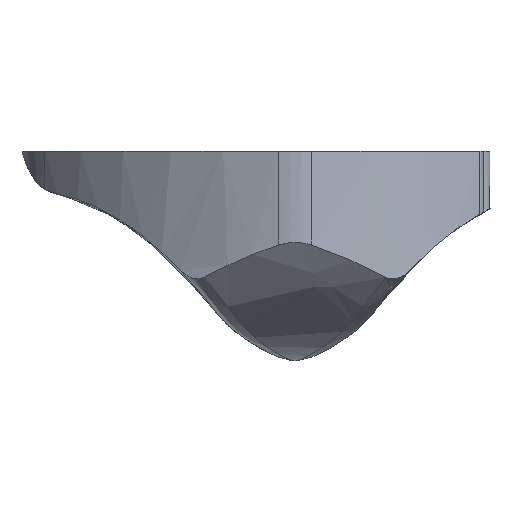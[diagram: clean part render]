
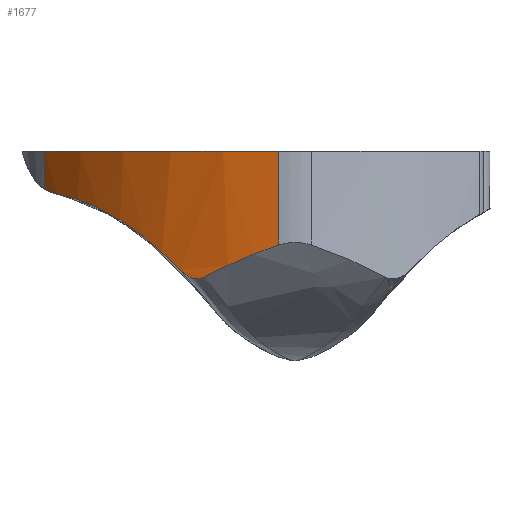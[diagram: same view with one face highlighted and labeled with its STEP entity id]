
A CAD part, front view. The second image highlights one B-rep face of the part: STEP entity #1677.
In plain terms, the highlighted cylindrical face has radius 16 mm (diameter 32 mm), a partial arc.
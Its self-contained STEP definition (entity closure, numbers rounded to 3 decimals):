
#7 = CARTESIAN_POINT ( 'NONE',  ( -10.542, 117.018, -1.748 ) ) ;
#19 = VERTEX_POINT ( 'NONE', #1473 ) ;
#33 = CARTESIAN_POINT ( 'NONE',  ( -8.177, 114.353, -2.56 ) ) ;
#59 = CARTESIAN_POINT ( 'NONE',  ( -4.628, 111.933, -5.368 ) ) ;
#61 = DIRECTION ( 'NONE',  ( 0., 0., 1. ) ) ;
#77 = ORIENTED_EDGE ( 'NONE', *, *, #1429, .T. ) ;
#142 = EDGE_CURVE ( 'NONE', #19, #457, #670, .T. ) ;
#170 = DIRECTION ( 'NONE',  ( 0., 0., 1. ) ) ;
#242 = CARTESIAN_POINT ( 'NONE',  ( -10.738, 117.31, -1.629 ) ) ;
#256 = CARTESIAN_POINT ( 'NONE',  ( -5.886, 112.624, -4.147 ) ) ;
#296 = CARTESIAN_POINT ( 'NONE',  ( -7.415, 113.708, -3.005 ) ) ;
#306 = LINE ( 'NONE', #1704, #2191 ) ;
#326 = CARTESIAN_POINT ( 'NONE',  ( -0.711, 110.573, -4.025 ) ) ;
#336 = AXIS2_PLACEMENT_3D ( 'NONE', #1401, #170, #1625 ) ;
#413 = LINE ( 'NONE', #1590, #718 ) ;
#426 = CARTESIAN_POINT ( 'NONE',  ( -9.17, 115.329, -2.118 ) ) ;
#457 = VERTEX_POINT ( 'NONE', #2512 ) ;
#505 = CARTESIAN_POINT ( 'NONE',  ( -4.923, 112.086, -5.107 ) ) ;
#583 = VERTEX_POINT ( 'NONE', #916 ) ;
#596 = CARTESIAN_POINT ( 'NONE',  ( -2.885, 111.177, -4.888 ) ) ;
#620 = CARTESIAN_POINT ( 'NONE',  ( -8.924, 115.071, -2.212 ) ) ;
#654 = CARTESIAN_POINT ( 'NONE',  ( -10.738, 117.31, -1.629 ) ) ;
#670 = CIRCLE ( 'NONE', #336, 16. ) ;
#678 = CARTESIAN_POINT ( 'NONE',  ( -4.067, 111.665, -5.488 ) ) ;
#718 = VECTOR ( 'NONE', #1208, 1000. ) ;
#795 = CARTESIAN_POINT ( 'NONE',  ( -0.711, 110.573, -4.025 ) ) ;
#808 = CARTESIAN_POINT ( 'NONE',  ( -9.65, 115.868, -1.972 ) ) ;
#835 = CARTESIAN_POINT ( 'NONE',  ( -7.671, 113.915, -2.846 ) ) ;
#844 = CARTESIAN_POINT ( 'NONE',  ( -3.892, 111.589, -5.397 ) ) ;
#916 = CARTESIAN_POINT ( 'NONE',  ( -4.923, 112.086, -5.107 ) ) ;
#936 = EDGE_CURVE ( 'NONE', #2418, #583, #1008, .T. ) ;
#941 = EDGE_CURVE ( 'NONE', #2144, #583, #1520, .T. ) ;
#1008 = B_SPLINE_CURVE_WITH_KNOTS ( 'NONE', 3,
 ( #242, #7, #1629, #2593, #808, #426, #620, #1432, #33, #835, #296, #2313, #2260, #256, #1090, #1514 ),
 .UNSPECIFIED., .F., .F.,
 ( 4, 2, 2, 2, 2, 2, 2, 4 ),
 ( 0., 0.001, 0.002, 0.003, 0.004, 0.006, 0.007, 0.009 ),
 .UNSPECIFIED. ) ;
#1010 = CARTESIAN_POINT ( 'NONE',  ( -3.892, 111.589, -5.397 ) ) ;
#1053 = EDGE_LOOP ( 'NONE', ( #1696, #77, #1844, #1835, #1741, #2370 ) ) ;
#1090 = CARTESIAN_POINT ( 'NONE',  ( -5.395, 112.335, -4.602 ) ) ;
#1208 = DIRECTION ( 'NONE',  ( 0., 0., 1. ) ) ;
#1228 = B_SPLINE_CURVE_WITH_KNOTS ( 'NONE', 3,
 ( #795, #1605, #2402, #596, #1406, #1010 ),
 .UNSPECIFIED., .F., .F.,
 ( 4, 2, 4 ),
 ( 0., 0.002, 0.004 ),
 .UNSPECIFIED. ) ;
#1312 = CARTESIAN_POINT ( 'NONE',  ( -4.268, 111.758, -5.49 ) ) ;
#1401 = CARTESIAN_POINT ( 'NONE',  ( 2.538, 126.24, 0. ) ) ;
#1406 = CARTESIAN_POINT ( 'NONE',  ( -3.395, 111.371, -5.139 ) ) ;
#1429 = EDGE_CURVE ( 'NONE', #1848, #457, #413, .T. ) ;
#1432 = CARTESIAN_POINT ( 'NONE',  ( -8.428, 114.583, -2.432 ) ) ;
#1473 = CARTESIAN_POINT ( 'NONE',  ( -10.738, 117.31, 0. ) ) ;
#1490 = CARTESIAN_POINT ( 'NONE',  ( -4.788, 112.014, -5.251 ) ) ;
#1514 = CARTESIAN_POINT ( 'NONE',  ( -4.923, 112.086, -5.107 ) ) ;
#1519 = EDGE_CURVE ( 'NONE', #1848, #2144, #1228, .T. ) ;
#1520 = B_SPLINE_CURVE_WITH_KNOTS ( 'NONE', 3,
 ( #2114, #678, #1312, #59, #1490, #505 ),
 .UNSPECIFIED., .F., .F.,
 ( 4, 2, 4 ),
 ( 0., 0.001, 0.001 ),
 .UNSPECIFIED. ) ;
#1590 = CARTESIAN_POINT ( 'NONE',  ( -0.711, 110.573, -10. ) ) ;
#1604 = AXIS2_PLACEMENT_3D ( 'NONE', #2479, #61, #1660 ) ;
#1605 = CARTESIAN_POINT ( 'NONE',  ( -1.283, 110.692, -4.207 ) ) ;
#1625 = DIRECTION ( 'NONE',  ( 1., 0., 0. ) ) ;
#1629 = CARTESIAN_POINT ( 'NONE',  ( -10.33, 116.724, -1.814 ) ) ;
#1660 = DIRECTION ( 'NONE',  ( -1., 0., 0. ) ) ;
#1677 = ADVANCED_FACE ( 'NONE', ( #2277 ), #2233, .T. ) ;
#1696 = ORIENTED_EDGE ( 'NONE', *, *, #1519, .F. ) ;
#1704 = CARTESIAN_POINT ( 'NONE',  ( -10.738, 117.31, -10. ) ) ;
#1741 = ORIENTED_EDGE ( 'NONE', *, *, #936, .T. ) ;
#1835 = ORIENTED_EDGE ( 'NONE', *, *, #2297, .F. ) ;
#1844 = ORIENTED_EDGE ( 'NONE', *, *, #142, .F. ) ;
#1848 = VERTEX_POINT ( 'NONE', #326 ) ;
#2114 = CARTESIAN_POINT ( 'NONE',  ( -3.892, 111.589, -5.397 ) ) ;
#2144 = VERTEX_POINT ( 'NONE', #844 ) ;
#2191 = VECTOR ( 'NONE', #2499, 1000. ) ;
#2233 = CYLINDRICAL_SURFACE ( 'NONE', #1604, 16. ) ;
#2260 = CARTESIAN_POINT ( 'NONE',  ( -6.644, 113.133, -3.544 ) ) ;
#2277 = FACE_OUTER_BOUND ( 'NONE', #1053, .T. ) ;
#2297 = EDGE_CURVE ( 'NONE', #2418, #19, #306, .T. ) ;
#2313 = CARTESIAN_POINT ( 'NONE',  ( -6.901, 113.317, -3.354 ) ) ;
#2370 = ORIENTED_EDGE ( 'NONE', *, *, #941, .F. ) ;
#2402 = CARTESIAN_POINT ( 'NONE',  ( -1.829, 110.837, -4.422 ) ) ;
#2418 = VERTEX_POINT ( 'NONE', #654 ) ;
#2479 = CARTESIAN_POINT ( 'NONE',  ( 2.538, 126.24, -10. ) ) ;
#2499 = DIRECTION ( 'NONE',  ( 0., 0., 1. ) ) ;
#2512 = CARTESIAN_POINT ( 'NONE',  ( -0.711, 110.573, 0. ) ) ;
#2593 = CARTESIAN_POINT ( 'NONE',  ( -9.884, 116.149, -1.925 ) ) ;
